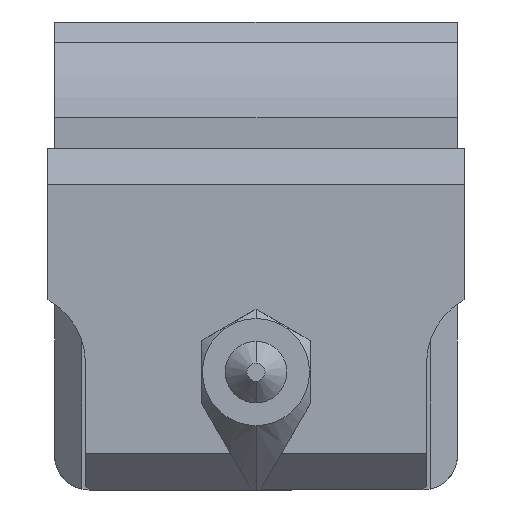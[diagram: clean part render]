
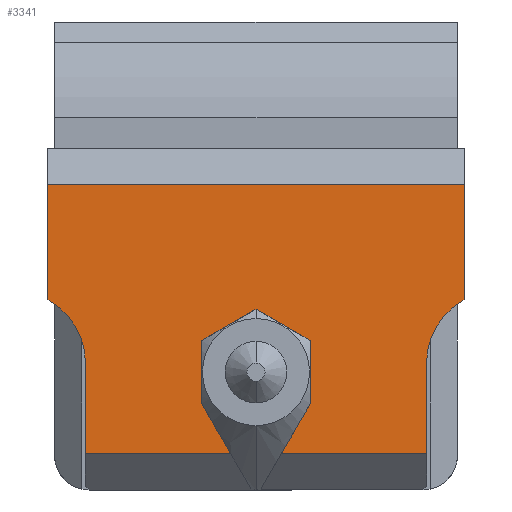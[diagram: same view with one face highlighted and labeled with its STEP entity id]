
A CAD part, front view. The second image highlights one B-rep face of the part: STEP entity #3341.
In plain terms, the highlighted planar face has unit normal (0, -1, 0).
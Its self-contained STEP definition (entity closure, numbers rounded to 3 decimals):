
#99 = ORIENTED_EDGE ( 'NONE', *, *, #557, .T. ) ;
#126 = EDGE_CURVE ( 'NONE', #519, #4784, #4133, .T. ) ;
#172 = CARTESIAN_POINT ( 'NONE',  ( 11.5, -12.5, 7. ) ) ;
#183 = LINE ( 'NONE', #1608, #3210 ) ;
#186 = EDGE_LOOP ( 'NONE', ( #728, #2099, #1663, #1974, #3332, #1112, #1185, #940, #575, #2540, #99, #1736, #2810, #1630, #1979, #3092, #4354 ) ) ;
#200 = LINE ( 'NONE', #1704, #4593 ) ;
#232 = VERTEX_POINT ( 'NONE', #1527 ) ;
#289 = DIRECTION ( 'NONE',  ( 0.866, 0., -0.5 ) ) ;
#312 = LINE ( 'NONE', #662, #3726 ) ;
#351 = CARTESIAN_POINT ( 'NONE',  ( 9.4, -12.5, -0.562 ) ) ;
#405 = AXIS2_PLACEMENT_3D ( 'NONE', #1445, #1078, #2164 ) ;
#411 = VECTOR ( 'NONE', #289, 1000. ) ;
#439 = VECTOR ( 'NONE', #2241, 1000. ) ;
#519 = VERTEX_POINT ( 'NONE', #642 ) ;
#547 = DIRECTION ( 'NONE',  ( 0., 0., -1. ) ) ;
#557 = EDGE_CURVE ( 'NONE', #1432, #1417, #4360, .T. ) ;
#575 = ORIENTED_EDGE ( 'NONE', *, *, #3242, .T. ) ;
#642 = CARTESIAN_POINT ( 'NONE',  ( 9.4, -12.5, -2.872 ) ) ;
#662 = CARTESIAN_POINT ( 'NONE',  ( 11.5, -12.5, -7.85 ) ) ;
#663 = EDGE_CURVE ( 'NONE', #3995, #1381, #1223, .T. ) ;
#692 = VECTOR ( 'NONE', #905, 1000. ) ;
#722 = AXIS2_PLACEMENT_3D ( 'NONE', #1010, #2521, #3661 ) ;
#727 = AXIS2_PLACEMENT_3D ( 'NONE', #3784, #2223, #1524 ) ;
#728 = ORIENTED_EDGE ( 'NONE', *, *, #2402, .F. ) ;
#803 = CARTESIAN_POINT ( 'NONE',  ( -1.402, -12.5, -7.85 ) ) ;
#820 = CARTESIAN_POINT ( 'NONE',  ( -11.4, -12.5, 0.592 ) ) ;
#859 = CARTESIAN_POINT ( 'NONE',  ( -9.4, -12.5, -7.85 ) ) ;
#867 = EDGE_CURVE ( 'NONE', #2878, #4895, #2162, .T. ) ;
#869 = DIRECTION ( 'NONE',  ( -0.866, 0., 0.5 ) ) ;
#896 = VERTEX_POINT ( 'NONE', #1741 ) ;
#905 = DIRECTION ( 'NONE',  ( 0., 0., -1. ) ) ;
#940 = ORIENTED_EDGE ( 'NONE', *, *, #2733, .T. ) ;
#1007 = DIRECTION ( 'NONE',  ( -0.866, 0., -0.5 ) ) ;
#1010 = CARTESIAN_POINT ( 'NONE',  ( -13.4, -12.5, -2.872 ) ) ;
#1078 = DIRECTION ( 'NONE',  ( 0., 1., 0. ) ) ;
#1112 = ORIENTED_EDGE ( 'NONE', *, *, #4166, .F. ) ;
#1116 = VERTEX_POINT ( 'NONE', #1917 ) ;
#1185 = ORIENTED_EDGE ( 'NONE', *, *, #2561, .F. ) ;
#1223 = LINE ( 'NONE', #1940, #439 ) ;
#1248 = EDGE_CURVE ( 'NONE', #2049, #4895, #183, .T. ) ;
#1260 = LINE ( 'NONE', #3091, #2272 ) ;
#1359 = DIRECTION ( 'NONE',  ( 0., 0., 1. ) ) ;
#1381 = VERTEX_POINT ( 'NONE', #1735 ) ;
#1417 = VERTEX_POINT ( 'NONE', #2693 ) ;
#1432 = VERTEX_POINT ( 'NONE', #820 ) ;
#1445 = CARTESIAN_POINT ( 'NONE',  ( 11.5, -12.5, 9. ) ) ;
#1479 = CARTESIAN_POINT ( 'NONE',  ( 11.5, -12.5, 9. ) ) ;
#1504 = DIRECTION ( 'NONE',  ( 0., 0., -1. ) ) ;
#1507 = CARTESIAN_POINT ( 'NONE',  ( 11.5, -12.5, 0.65 ) ) ;
#1524 = DIRECTION ( 'NONE',  ( 1., 0., 0. ) ) ;
#1527 = CARTESIAN_POINT ( 'NONE',  ( -11.5, -12.5, 7. ) ) ;
#1551 = EDGE_CURVE ( 'NONE', #1417, #2049, #1260, .T. ) ;
#1608 = CARTESIAN_POINT ( 'NONE',  ( 11.5, -12.5, -7.85 ) ) ;
#1630 = ORIENTED_EDGE ( 'NONE', *, *, #867, .F. ) ;
#1663 = ORIENTED_EDGE ( 'NONE', *, *, #2095, .T. ) ;
#1704 = CARTESIAN_POINT ( 'NONE',  ( 3., -12.5, -5.082 ) ) ;
#1706 = VECTOR ( 'NONE', #1901, 1000. ) ;
#1735 = CARTESIAN_POINT ( 'NONE',  ( 3., -12.5, -5.082 ) ) ;
#1736 = ORIENTED_EDGE ( 'NONE', *, *, #1551, .T. ) ;
#1741 = CARTESIAN_POINT ( 'NONE',  ( 11.4, -12.5, 0.592 ) ) ;
#1749 = CIRCLE ( 'NONE', #727, 4. ) ;
#1792 = CARTESIAN_POINT ( 'NONE',  ( -12.4, -12.5, 1.17 ) ) ;
#1795 = EDGE_CURVE ( 'NONE', #3535, #2878, #2101, .T. ) ;
#1836 = CARTESIAN_POINT ( 'NONE',  ( 1.402, -12.5, -7.85 ) ) ;
#1886 = EDGE_CURVE ( 'NONE', #2330, #3535, #4527, .T. ) ;
#1901 = DIRECTION ( 'NONE',  ( -0.866, 0., -0.5 ) ) ;
#1917 = CARTESIAN_POINT ( 'NONE',  ( -11.5, -12.5, 0.65 ) ) ;
#1940 = CARTESIAN_POINT ( 'NONE',  ( 3., -12.5, -5.082 ) ) ;
#1974 = ORIENTED_EDGE ( 'NONE', *, *, #126, .F. ) ;
#1979 = ORIENTED_EDGE ( 'NONE', *, *, #1795, .F. ) ;
#2002 = LINE ( 'NONE', #3171, #4447 ) ;
#2032 = VECTOR ( 'NONE', #3756, 1000. ) ;
#2049 = VERTEX_POINT ( 'NONE', #859 ) ;
#2074 = EDGE_CURVE ( 'NONE', #1116, #1432, #4472, .T. ) ;
#2095 = EDGE_CURVE ( 'NONE', #3995, #4784, #312, .T. ) ;
#2099 = ORIENTED_EDGE ( 'NONE', *, *, #663, .F. ) ;
#2101 = LINE ( 'NONE', #3615, #2032 ) ;
#2162 = LINE ( 'NONE', #2185, #4710 ) ;
#2164 = DIRECTION ( 'NONE',  ( 1., 0., 0. ) ) ;
#2172 = CARTESIAN_POINT ( 'NONE',  ( -3., -12.5, -1.618 ) ) ;
#2185 = CARTESIAN_POINT ( 'NONE',  ( -3., -12.5, -5.082 ) ) ;
#2223 = DIRECTION ( 'NONE',  ( 0., 1., 0. ) ) ;
#2241 = DIRECTION ( 'NONE',  ( 0.5, 0., 0.866 ) ) ;
#2245 = EDGE_CURVE ( 'NONE', #3487, #2330, #2002, .T. ) ;
#2272 = VECTOR ( 'NONE', #547, 1000. ) ;
#2330 = VERTEX_POINT ( 'NONE', #4683 ) ;
#2348 = LINE ( 'NONE', #4624, #2660 ) ;
#2402 = EDGE_CURVE ( 'NONE', #1381, #3487, #200, .T. ) ;
#2521 = DIRECTION ( 'NONE',  ( 0., 1., 0. ) ) ;
#2540 = ORIENTED_EDGE ( 'NONE', *, *, #2074, .T. ) ;
#2559 = DIRECTION ( 'NONE',  ( 0.5, 0., -0.866 ) ) ;
#2561 = EDGE_CURVE ( 'NONE', #2860, #4132, #3810, .T. ) ;
#2585 = EDGE_CURVE ( 'NONE', #519, #896, #1749, .T. ) ;
#2604 = FACE_OUTER_BOUND ( 'NONE', #186, .T. ) ;
#2660 = VECTOR ( 'NONE', #2763, 1000. ) ;
#2693 = CARTESIAN_POINT ( 'NONE',  ( -9.4, -12.5, -2.872 ) ) ;
#2733 = EDGE_CURVE ( 'NONE', #2860, #232, #2348, .T. ) ;
#2763 = DIRECTION ( 'NONE',  ( -1., 0., 0. ) ) ;
#2810 = ORIENTED_EDGE ( 'NONE', *, *, #1248, .T. ) ;
#2860 = VERTEX_POINT ( 'NONE', #172 ) ;
#2878 = VERTEX_POINT ( 'NONE', #4798 ) ;
#3004 = PLANE ( 'NONE',  #405 ) ;
#3091 = CARTESIAN_POINT ( 'NONE',  ( -9.4, -12.5, -0.562 ) ) ;
#3092 = ORIENTED_EDGE ( 'NONE', *, *, #1886, .F. ) ;
#3121 = DIRECTION ( 'NONE',  ( 1., 0., 0. ) ) ;
#3171 = CARTESIAN_POINT ( 'NONE',  ( 3., -12.5, -1.618 ) ) ;
#3172 = CARTESIAN_POINT ( 'NONE',  ( 3., -12.5, -1.618 ) ) ;
#3210 = VECTOR ( 'NONE', #3121, 1000. ) ;
#3242 = EDGE_CURVE ( 'NONE', #232, #1116, #3581, .T. ) ;
#3290 = CARTESIAN_POINT ( 'NONE',  ( 12.4, -12.5, 1.17 ) ) ;
#3332 = ORIENTED_EDGE ( 'NONE', *, *, #2585, .T. ) ;
#3341 = ADVANCED_FACE ( 'NONE', ( #2604 ), #3004, .F. ) ;
#3365 = CARTESIAN_POINT ( 'NONE',  ( -3., -12.5, -1.618 ) ) ;
#3487 = VERTEX_POINT ( 'NONE', #3172 ) ;
#3535 = VERTEX_POINT ( 'NONE', #2172 ) ;
#3554 = CARTESIAN_POINT ( 'NONE',  ( -11.5, -12.5, 9. ) ) ;
#3581 = LINE ( 'NONE', #3554, #692 ) ;
#3608 = LINE ( 'NONE', #3290, #4112 ) ;
#3615 = CARTESIAN_POINT ( 'NONE',  ( -3., -12.5, -5.082 ) ) ;
#3661 = DIRECTION ( 'NONE',  ( 1., 0., 0. ) ) ;
#3726 = VECTOR ( 'NONE', #4097, 1000. ) ;
#3756 = DIRECTION ( 'NONE',  ( 0., 0., -1. ) ) ;
#3784 = CARTESIAN_POINT ( 'NONE',  ( 13.4, -12.5, -2.872 ) ) ;
#3810 = LINE ( 'NONE', #1479, #3885 ) ;
#3885 = VECTOR ( 'NONE', #4154, 1000. ) ;
#3995 = VERTEX_POINT ( 'NONE', #1836 ) ;
#4097 = DIRECTION ( 'NONE',  ( 1., 0., 0. ) ) ;
#4112 = VECTOR ( 'NONE', #1007, 1000. ) ;
#4132 = VERTEX_POINT ( 'NONE', #1507 ) ;
#4133 = LINE ( 'NONE', #351, #4775 ) ;
#4154 = DIRECTION ( 'NONE',  ( 0., 0., -1. ) ) ;
#4166 = EDGE_CURVE ( 'NONE', #4132, #896, #3608, .T. ) ;
#4354 = ORIENTED_EDGE ( 'NONE', *, *, #2245, .F. ) ;
#4360 = CIRCLE ( 'NONE', #722, 4. ) ;
#4447 = VECTOR ( 'NONE', #869, 1000. ) ;
#4472 = LINE ( 'NONE', #1792, #411 ) ;
#4527 = LINE ( 'NONE', #3365, #1706 ) ;
#4593 = VECTOR ( 'NONE', #1359, 1000. ) ;
#4624 = CARTESIAN_POINT ( 'NONE',  ( 11.5, -12.5, 7. ) ) ;
#4683 = CARTESIAN_POINT ( 'NONE',  ( 0., -12.5, 0.114 ) ) ;
#4710 = VECTOR ( 'NONE', #2559, 1000. ) ;
#4775 = VECTOR ( 'NONE', #1504, 1000. ) ;
#4784 = VERTEX_POINT ( 'NONE', #4858 ) ;
#4798 = CARTESIAN_POINT ( 'NONE',  ( -3., -12.5, -5.082 ) ) ;
#4858 = CARTESIAN_POINT ( 'NONE',  ( 9.4, -12.5, -7.85 ) ) ;
#4895 = VERTEX_POINT ( 'NONE', #803 ) ;
